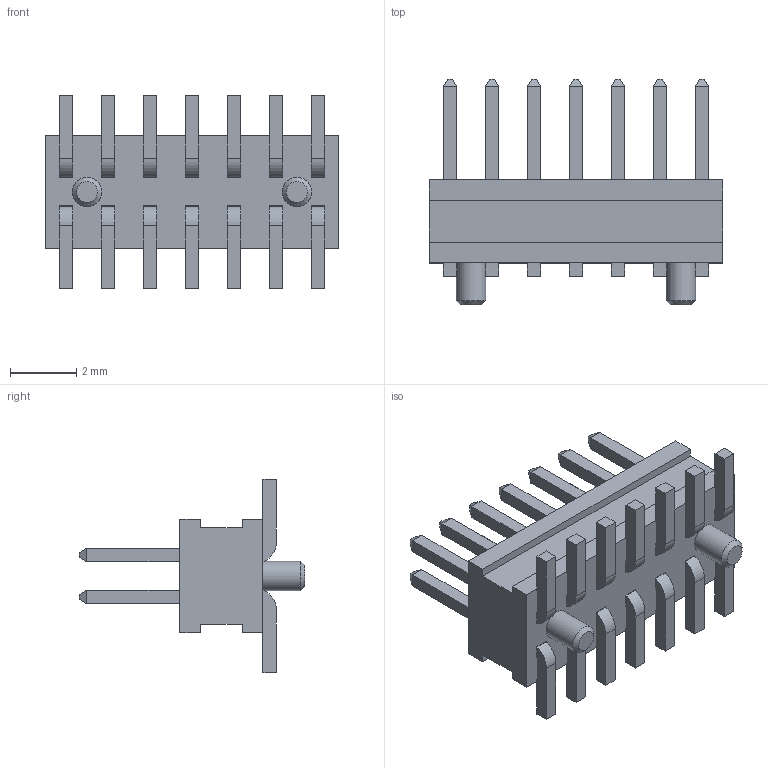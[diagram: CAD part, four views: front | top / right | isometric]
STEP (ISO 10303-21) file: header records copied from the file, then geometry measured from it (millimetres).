
FILE_DESCRIPTION( ( 'STEP AP214' ), '1' );
FILE_NAME( 'FTSH-107-01-F-DV-A-TR.stp', '2020-10-03T06:15:28', ( 'License CC BY-ND 4.0' ), ( 'CADENAS' ), ' ', 'PARTsolutions', ' ' );
FILE_SCHEMA( ( 'AUTOMOTIVE_DESIGN { 1 0 10303 214 1 1 1 1 }' ) );
Length unit declared in the file: inch
Products named in the file (4): FTSH-107-01-F-DV-A-TR; _FTSH-107-01-F-DV-A-TR_body; _FTSH-107-01-F-DV-A-TR_pins1; _FTSH-107-01-F-DV-A-TR_pins2
Assembly tree (3 placements, depth 2):
  FTSH-107-01-F-DV-A-TR
    _FTSH-107-01-F-DV-A-TR_body
    _FTSH-107-01-F-DV-A-TR_pins1
    _FTSH-107-01-F-DV-A-TR_pins2
Bounding box: 8.89 x 6.83 x 5.84 mm (x, y, z)
Volume: 101.6 mm3; surface area: 408.6 mm2
Topology: 3 solids, 3 shells, 302 faces, 826 edges, 532 vertices
Faces by surface type: plane 284, cylinder 16, cone 2
Full cylindrical faces by diameter (mm): 0.889 x2
Entity records: 11820 total; most frequent: CARTESIAN_POINT 1656, ORIENTED_EDGE 1640, DIRECTION 1466, EDGE_CURVE 820, LINE 786, VECTOR 786, VERTEX_POINT 530, AXIS2_PLACEMENT_3D 340
